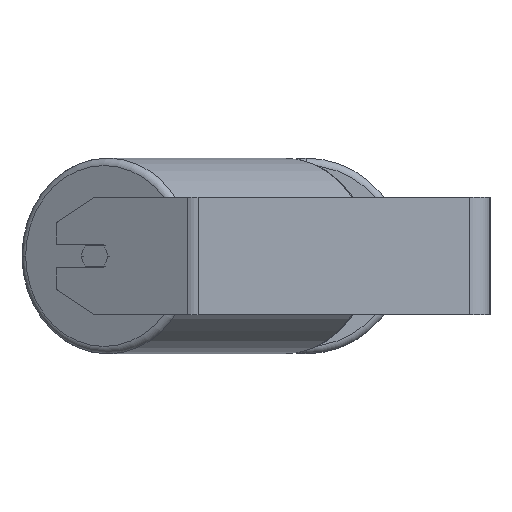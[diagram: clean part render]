
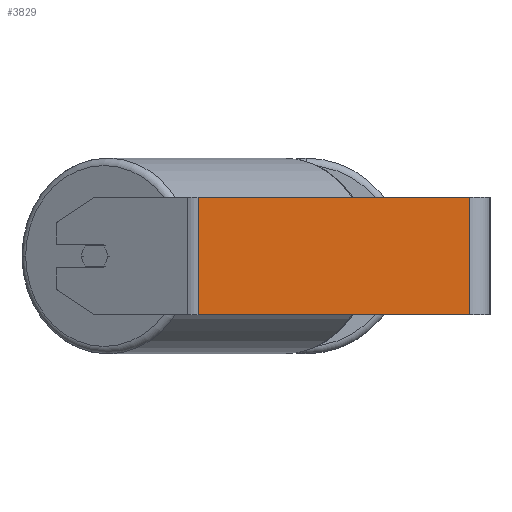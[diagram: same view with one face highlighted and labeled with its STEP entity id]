
A CAD part, left-side view. The second image highlights one B-rep face of the part: STEP entity #3829.
In plain terms, the highlighted planar face has unit normal (-1, 0, 0).
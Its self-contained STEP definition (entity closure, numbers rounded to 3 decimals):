
#86 = VERTEX_POINT ( 'NONE', #2512 ) ;
#112 = LINE ( 'NONE', #2809, #6030 ) ;
#240 = FACE_OUTER_BOUND ( 'NONE', #2017, .T. ) ;
#490 = ORIENTED_EDGE ( 'NONE', *, *, #585, .F. ) ;
#585 = EDGE_CURVE ( 'NONE', #5050, #2483, #6684, .T. ) ;
#590 = EDGE_CURVE ( 'NONE', #2483, #86, #5253, .T. ) ;
#800 = EDGE_CURVE ( 'NONE', #1995, #86, #112, .T. ) ;
#1346 = DIRECTION ( 'NONE',  ( 0., -1., 0. ) ) ;
#1815 = DIRECTION ( 'NONE',  ( 0., 0., -1. ) ) ;
#1995 = VERTEX_POINT ( 'NONE', #2424 ) ;
#2017 = EDGE_LOOP ( 'NONE', ( #4167, #6490, #490, #4388 ) ) ;
#2190 = CARTESIAN_POINT ( 'NONE',  ( -430., 202.169, 40. ) ) ;
#2424 = CARTESIAN_POINT ( 'NONE',  ( -430., 198.418, -40. ) ) ;
#2483 = VERTEX_POINT ( 'NONE', #8401 ) ;
#2512 = CARTESIAN_POINT ( 'NONE',  ( -430., 14., -40. ) ) ;
#2761 = VECTOR ( 'NONE', #4022, 1000. ) ;
#2809 = CARTESIAN_POINT ( 'NONE',  ( -430., 202.169, -40. ) ) ;
#3829 = ADVANCED_FACE ( 'NONE', ( #240 ), #5651, .F. ) ;
#4022 = DIRECTION ( 'NONE',  ( 0., 0., -1. ) ) ;
#4167 = ORIENTED_EDGE ( 'NONE', *, *, #800, .T. ) ;
#4388 = ORIENTED_EDGE ( 'NONE', *, *, #5486, .T. ) ;
#4802 = DIRECTION ( 'NONE',  ( 1., 0., 0. ) ) ;
#5050 = VERTEX_POINT ( 'NONE', #6050 ) ;
#5253 = LINE ( 'NONE', #5341, #2761 ) ;
#5341 = CARTESIAN_POINT ( 'NONE',  ( -430., 14., 40. ) ) ;
#5409 = VECTOR ( 'NONE', #1815, 1000. ) ;
#5486 = EDGE_CURVE ( 'NONE', #5050, #1995, #7324, .T. ) ;
#5651 = PLANE ( 'NONE',  #6949 ) ;
#5820 = CARTESIAN_POINT ( 'NONE',  ( -430., 198.418, 40. ) ) ;
#6030 = VECTOR ( 'NONE', #8207, 1000. ) ;
#6050 = CARTESIAN_POINT ( 'NONE',  ( -430., 198.418, 40. ) ) ;
#6146 = DIRECTION ( 'NONE',  ( 0., 0., -1. ) ) ;
#6490 = ORIENTED_EDGE ( 'NONE', *, *, #590, .F. ) ;
#6684 = LINE ( 'NONE', #8707, #8706 ) ;
#6949 = AXIS2_PLACEMENT_3D ( 'NONE', #2190, #4802, #6146 ) ;
#7324 = LINE ( 'NONE', #5820, #5409 ) ;
#8207 = DIRECTION ( 'NONE',  ( 0., -1., 0. ) ) ;
#8401 = CARTESIAN_POINT ( 'NONE',  ( -430., 14., 40. ) ) ;
#8706 = VECTOR ( 'NONE', #1346, 1000. ) ;
#8707 = CARTESIAN_POINT ( 'NONE',  ( -430., 202.169, 40. ) ) ;
